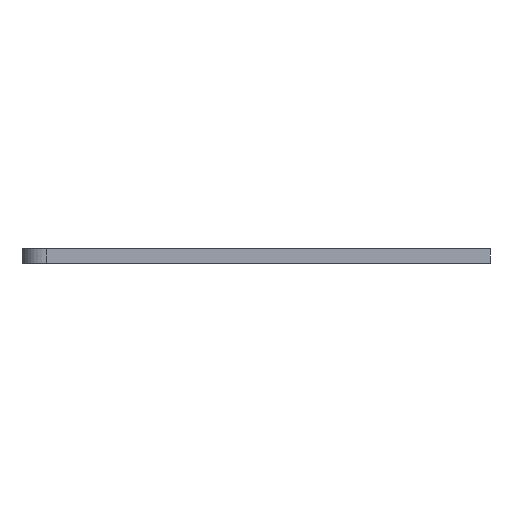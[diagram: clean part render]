
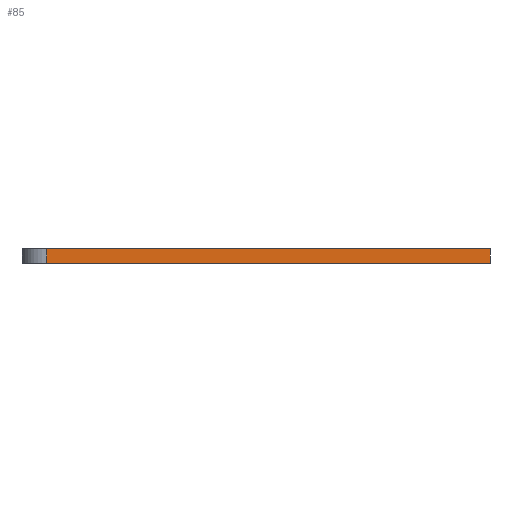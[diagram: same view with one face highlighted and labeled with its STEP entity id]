
A CAD part, left-side view. The second image highlights one B-rep face of the part: STEP entity #85.
In plain terms, the highlighted planar face has unit normal (-1, 0, 0).
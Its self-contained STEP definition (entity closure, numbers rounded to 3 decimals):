
#78=FACE_OUTER_BOUND('',#378,.T.);
#85=ADVANCED_FACE('',(#78),#128,.T.);
#128=PLANE('',#959);
#132=LINE('',#1325,#145);
#135=LINE('',#1341,#148);
#140=LINE('',#1419,#153);
#141=LINE('',#1421,#154);
#145=VECTOR('',#1074,1.);
#148=VECTOR('',#1089,1.);
#153=VECTOR('',#1164,1.);
#154=VECTOR('',#1167,1.);
#378=EDGE_LOOP('',(#540,#541,#542,#543));
#540=ORIENTED_EDGE('',*,*,#746,.T.);
#541=ORIENTED_EDGE('',*,*,#794,.T.);
#542=ORIENTED_EDGE('',*,*,#754,.F.);
#543=ORIENTED_EDGE('',*,*,#793,.F.);
#664=VERTEX_POINT('',#1324);
#665=VERTEX_POINT('',#1326);
#672=VERTEX_POINT('',#1342);
#673=VERTEX_POINT('',#1343);
#746=EDGE_CURVE('',#665,#664,#132,.T.);
#754=EDGE_CURVE('',#672,#673,#135,.T.);
#793=EDGE_CURVE('',#665,#672,#140,.T.);
#794=EDGE_CURVE('',#664,#673,#141,.T.);
#959=AXIS2_PLACEMENT_3D('',#1422,#1168,#1169);
#1074=DIRECTION('',(0.,1.,0.));
#1089=DIRECTION('',(0.,1.,0.));
#1164=DIRECTION('',(0.,0.,-1.));
#1167=DIRECTION('',(0.,0.,-1.));
#1168=DIRECTION('',(-1.,0.,0.));
#1169=DIRECTION('',(0.,0.,-1.));
#1324=CARTESIAN_POINT('',(297.,125.,50.));
#1325=CARTESIAN_POINT('',(297.,35.,50.));
#1326=CARTESIAN_POINT('',(297.,35.,50.));
#1341=CARTESIAN_POINT('',(297.,35.,47.));
#1342=CARTESIAN_POINT('',(297.,35.,47.));
#1343=CARTESIAN_POINT('',(297.,125.,47.));
#1419=CARTESIAN_POINT('',(297.,35.,50.));
#1421=CARTESIAN_POINT('',(297.,125.,50.));
#1422=CARTESIAN_POINT('',(297.,35.,50.));
